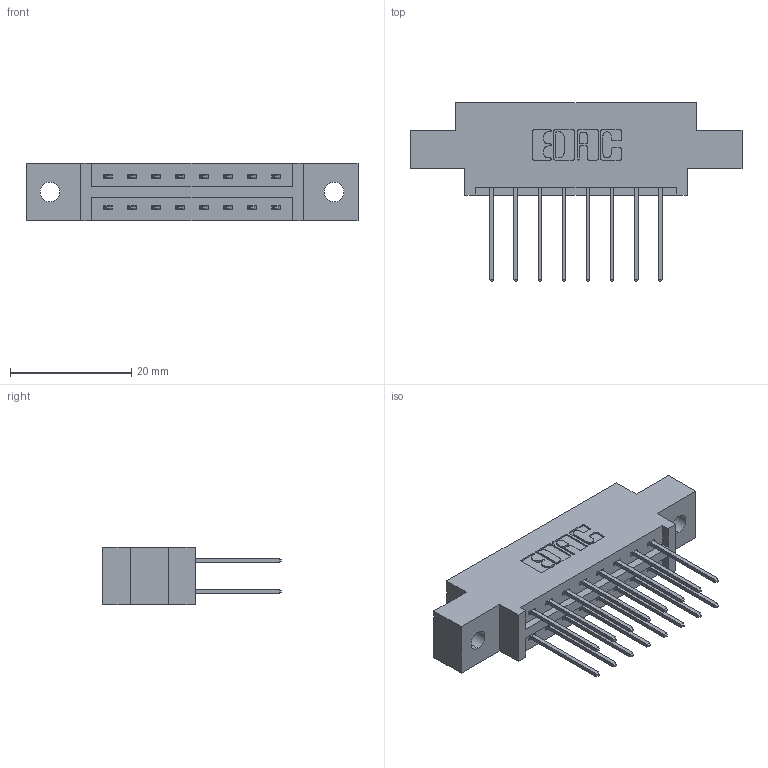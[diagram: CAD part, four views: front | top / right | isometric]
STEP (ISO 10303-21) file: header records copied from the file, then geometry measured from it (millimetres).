
FILE_DESCRIPTION (( 'STEP AP203' ), '1' );
FILE_NAME ('387-016-540-802.STEP', '2018-09-11T10:23:49', ( '' ), ( '' ), 'SwSTEP 2.0', 'SolidWorks 2016', '' );
FILE_SCHEMA (( 'CONFIG_CONTROL_DESIGN' ));
Length unit declared in the file: inch
Products named in the file (3): 345-292-001_345-293-140; 387-016-540-802; 337 Part_0.170 Offset - 0.128 Dia
Assembly tree (17 placements, depth 2):
  387-016-540-802
    337 Part_0.170 Offset - 0.128 Dia
    345-292-001_345-293-140  x16
Bounding box: 54.71 x 29.47 x 9.4 mm (x, y, z)
Volume: 5219.8 mm3; surface area: 5705.7 mm2
Topology: 17 solids, 17 shells, 982 faces, 2899 edges, 1910 vertices
Faces by surface type: plane 682, cylinder 300
Entity records: 10753 total; most frequent: CARTESIAN_POINT 1842, ORIENTED_EDGE 1778, DIRECTION 1629, EDGE_CURVE 889, LINE 761, VECTOR 761, VERTEX_POINT 590, AXIS2_PLACEMENT_3D 434
